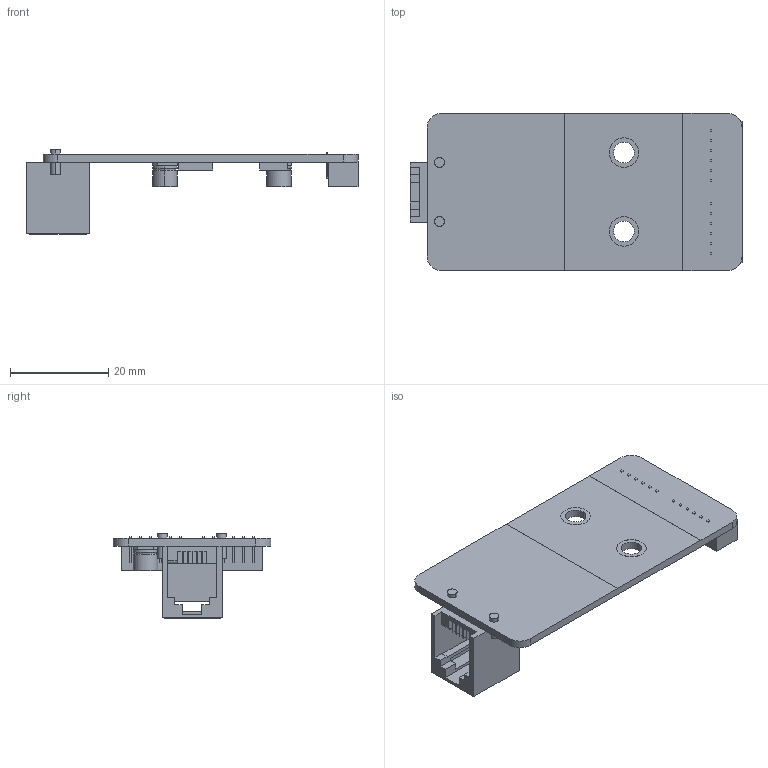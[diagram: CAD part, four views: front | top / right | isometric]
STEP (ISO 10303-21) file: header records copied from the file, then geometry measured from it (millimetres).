
FILE_DESCRIPTION (( 'STEP AP214' ), '1' );
FILE_NAME ('Me Encoder Motor Driver V1.1.step', '2016-10-28T06:58:40', ( 'dell' ), ( '' ), 'SwSTEP 2.0', 'SolidWorks 2013', '' );
FILE_SCHEMA (( 'AUTOMOTIVE_DESIGN' ));
Length unit declared in the file: millimetre
Products named in the file (1): Me Encoder Motor Driver V1.1
Bounding box: 67.46 x 32 x 17.1 mm (x, y, z)
Surface area: 7505.1 mm2 (no closed solid volume)
Topology: 0 solids, 7 shells, 304 faces, 846 edges, 562 vertices
Faces by surface type: plane 261, cylinder 35, bspline 8
Entity records: 12997 total; most frequent: CARTESIAN_POINT 1851, ORIENTED_EDGE 1566, DIRECTION 1524, EDGE_CURVE 846, LINE 750, VECTOR 750, VERTEX_POINT 562, AXIS2_PLACEMENT_3D 387
